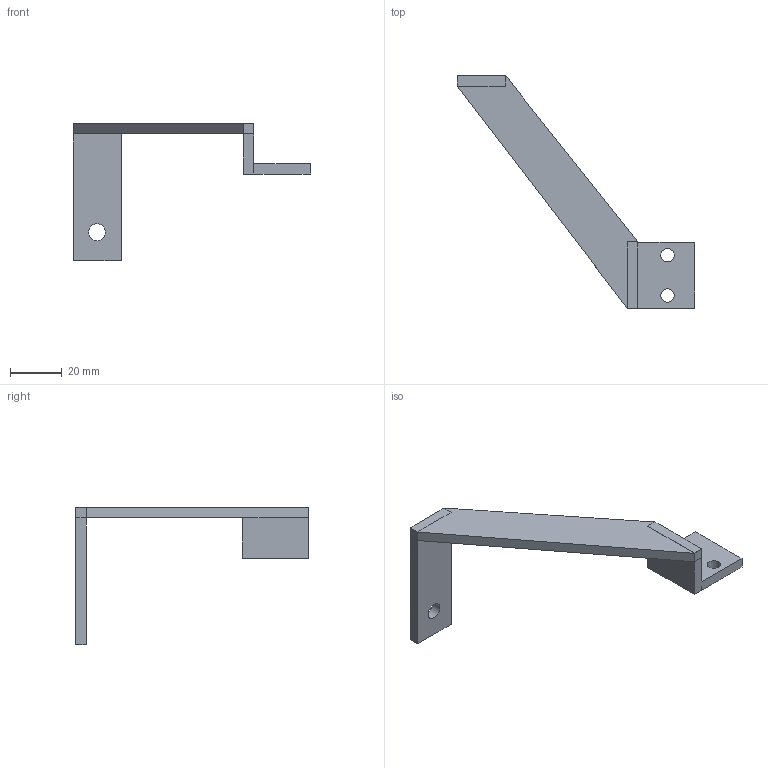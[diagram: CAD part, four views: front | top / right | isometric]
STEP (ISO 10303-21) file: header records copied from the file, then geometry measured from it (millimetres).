
FILE_DESCRIPTION(('FreeCAD Model'),'2;1');
FILE_NAME('正.step','2019-06-28T18:45:03',( 'Author'),(''),'Open CASCADE STEP processor 7.3','FreeCAD','Unknown' );
FILE_SCHEMA(('AUTOMOTIVE_DESIGN { 1 0 10303 214 1 1 1 1 }'));
Length unit declared in the file: millimetre
Products named in the file (1): ??
Bounding box: 91.7 x 89.9 x 53.1 mm (x, y, z)
Volume: 14389.6 mm3; surface area: 9070.2 mm2
Topology: 1 solids, 1 shells, 37 faces, 92 edges, 57 vertices
Faces by surface type: plane 34, cylinder 3
Full cylindrical faces by diameter (mm): 5.2 x2, 6.5 x1
Entity records: 1101 total; most frequent: CARTESIAN_POINT 187, ORIENTED_EDGE 184, DIRECTION 174, EDGE_CURVE 92, LINE 86, VECTOR 86, VERTEX_POINT 57, AXIS2_PLACEMENT_3D 44
